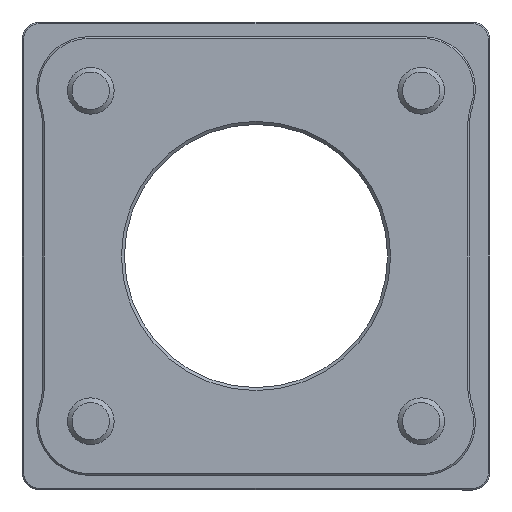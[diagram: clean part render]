
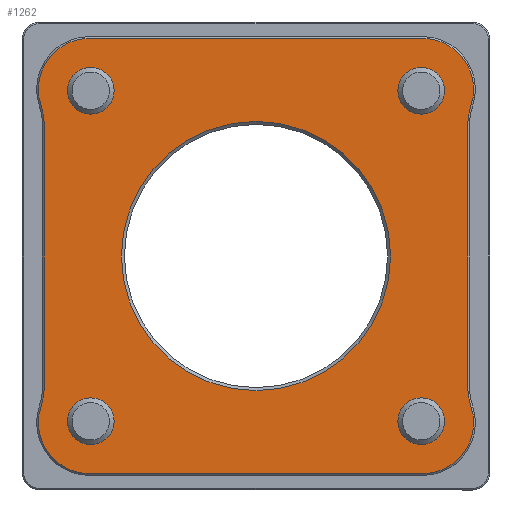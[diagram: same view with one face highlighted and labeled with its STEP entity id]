
A CAD part, front view. The second image highlights one B-rep face of the part: STEP entity #1262.
In plain terms, the highlighted planar face has unit normal (0, -1, 0).
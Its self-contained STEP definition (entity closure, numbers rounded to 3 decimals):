
#23=FACE_BOUND('',#298,.T.);
#24=FACE_BOUND('',#299,.T.);
#25=FACE_BOUND('',#300,.T.);
#26=FACE_BOUND('',#301,.T.);
#27=FACE_BOUND('',#302,.T.);
#82=CIRCLE('',#1337,8.7);
#84=CIRCLE('',#1340,10.4);
#86=CIRCLE('',#1344,10.4);
#88=CIRCLE('',#1347,8.7);
#90=CIRCLE('',#1351,8.7);
#92=CIRCLE('',#1354,10.4);
#94=CIRCLE('',#1358,10.4);
#96=CIRCLE('',#1361,8.7);
#101=CIRCLE('',#1373,23.);
#102=CIRCLE('',#1374,4.);
#103=CIRCLE('',#1375,4.);
#104=CIRCLE('',#1376,4.);
#105=CIRCLE('',#1377,4.);
#209=FACE_OUTER_BOUND('',#297,.T.);
#297=EDGE_LOOP('',(#929,#930,#931,#932,#933,#934,#935,#936,#937,#938,#939,
#940));
#298=EDGE_LOOP('',(#941));
#299=EDGE_LOOP('',(#942));
#300=EDGE_LOOP('',(#943));
#301=EDGE_LOOP('',(#944));
#302=EDGE_LOOP('',(#945));
#398=LINE('',#1948,#482);
#403=LINE('',#1966,#487);
#408=LINE('',#1984,#492);
#413=LINE('',#2002,#497);
#482=VECTOR('',#1514,57.);
#487=VECTOR('',#1533,44.802);
#492=VECTOR('',#1552,57.);
#497=VECTOR('',#1571,44.802);
#563=VERTEX_POINT('',#1941);
#566=VERTEX_POINT('',#1946);
#567=VERTEX_POINT('',#1950);
#569=VERTEX_POINT('',#1956);
#571=VERTEX_POINT('',#1962);
#573=VERTEX_POINT('',#1968);
#575=VERTEX_POINT('',#1974);
#577=VERTEX_POINT('',#1980);
#579=VERTEX_POINT('',#1986);
#581=VERTEX_POINT('',#1992);
#583=VERTEX_POINT('',#1998);
#585=VERTEX_POINT('',#2004);
#594=VERTEX_POINT('',#2039);
#595=VERTEX_POINT('',#2041);
#596=VERTEX_POINT('',#2043);
#597=VERTEX_POINT('',#2045);
#598=VERTEX_POINT('',#2047);
#683=EDGE_CURVE('',#566,#563,#398,.T.);
#686=EDGE_CURVE('',#563,#567,#82,.T.);
#689=EDGE_CURVE('',#567,#569,#84,.T.);
#692=EDGE_CURVE('',#569,#571,#403,.T.);
#695=EDGE_CURVE('',#571,#573,#86,.T.);
#698=EDGE_CURVE('',#573,#575,#88,.T.);
#701=EDGE_CURVE('',#575,#577,#408,.T.);
#704=EDGE_CURVE('',#577,#579,#90,.T.);
#707=EDGE_CURVE('',#579,#581,#92,.T.);
#710=EDGE_CURVE('',#581,#583,#413,.T.);
#713=EDGE_CURVE('',#583,#585,#94,.T.);
#715=EDGE_CURVE('',#585,#566,#96,.T.);
#729=EDGE_CURVE('',#594,#594,#101,.T.);
#730=EDGE_CURVE('',#595,#595,#102,.T.);
#731=EDGE_CURVE('',#596,#596,#103,.T.);
#732=EDGE_CURVE('',#597,#597,#104,.T.);
#733=EDGE_CURVE('',#598,#598,#105,.T.);
#929=ORIENTED_EDGE('',*,*,#683,.F.);
#930=ORIENTED_EDGE('',*,*,#715,.F.);
#931=ORIENTED_EDGE('',*,*,#713,.F.);
#932=ORIENTED_EDGE('',*,*,#710,.F.);
#933=ORIENTED_EDGE('',*,*,#707,.F.);
#934=ORIENTED_EDGE('',*,*,#704,.F.);
#935=ORIENTED_EDGE('',*,*,#701,.F.);
#936=ORIENTED_EDGE('',*,*,#698,.F.);
#937=ORIENTED_EDGE('',*,*,#695,.F.);
#938=ORIENTED_EDGE('',*,*,#692,.F.);
#939=ORIENTED_EDGE('',*,*,#689,.F.);
#940=ORIENTED_EDGE('',*,*,#686,.F.);
#941=ORIENTED_EDGE('',*,*,#729,.F.);
#942=ORIENTED_EDGE('',*,*,#730,.T.);
#943=ORIENTED_EDGE('',*,*,#731,.T.);
#944=ORIENTED_EDGE('',*,*,#732,.T.);
#945=ORIENTED_EDGE('',*,*,#733,.T.);
#1217=PLANE('',#1372);
#1262=ADVANCED_FACE('',(#209,#23,#24,#25,#26,#27),#1217,.F.);
#1337=AXIS2_PLACEMENT_3D('',#1954,#1520,#1521);
#1340=AXIS2_PLACEMENT_3D('',#1960,#1527,#1528);
#1344=AXIS2_PLACEMENT_3D('',#1972,#1539,#1540);
#1347=AXIS2_PLACEMENT_3D('',#1978,#1546,#1547);
#1351=AXIS2_PLACEMENT_3D('',#1990,#1558,#1559);
#1354=AXIS2_PLACEMENT_3D('',#1996,#1565,#1566);
#1358=AXIS2_PLACEMENT_3D('',#2008,#1577,#1578);
#1361=AXIS2_PLACEMENT_3D('',#2011,#1583,#1584);
#1372=AXIS2_PLACEMENT_3D('',#2038,#1614,#1615);
#1373=AXIS2_PLACEMENT_3D('',#2040,#1616,#1617);
#1374=AXIS2_PLACEMENT_3D('',#2042,#1618,#1619);
#1375=AXIS2_PLACEMENT_3D('',#2044,#1620,#1621);
#1376=AXIS2_PLACEMENT_3D('',#2046,#1622,#1623);
#1377=AXIS2_PLACEMENT_3D('',#2048,#1624,#1625);
#1514=DIRECTION('',(1.,0.,0.));
#1520=DIRECTION('center_axis',(0.,1.,0.));
#1521=DIRECTION('ref_axis',(0.,0.,1.));
#1527=DIRECTION('center_axis',(0.,-1.,0.));
#1528=DIRECTION('ref_axis',(-1.,0.,0.));
#1533=DIRECTION('',(0.,0.,-1.));
#1539=DIRECTION('center_axis',(0.,-1.,0.));
#1540=DIRECTION('ref_axis',(-0.948,0.,-0.319));
#1546=DIRECTION('center_axis',(0.,1.,0.));
#1547=DIRECTION('ref_axis',(0.948,0.,0.319));
#1552=DIRECTION('',(-1.,0.,0.));
#1558=DIRECTION('center_axis',(0.,1.,0.));
#1559=DIRECTION('ref_axis',(0.,0.,-1.));
#1565=DIRECTION('center_axis',(0.,-1.,0.));
#1566=DIRECTION('ref_axis',(1.,0.,0.));
#1571=DIRECTION('',(0.,0.,1.));
#1577=DIRECTION('center_axis',(0.,-1.,0.));
#1578=DIRECTION('ref_axis',(0.948,0.,0.319));
#1583=DIRECTION('center_axis',(0.,1.,0.));
#1584=DIRECTION('ref_axis',(-0.948,0.,-0.319));
#1614=DIRECTION('center_axis',(0.,1.,0.));
#1615=DIRECTION('ref_axis',(0.,0.,1.));
#1616=DIRECTION('center_axis',(0.,-1.,0.));
#1617=DIRECTION('ref_axis',(-1.,0.,0.));
#1618=DIRECTION('center_axis',(0.,1.,0.));
#1619=DIRECTION('ref_axis',(-1.,0.,0.));
#1620=DIRECTION('center_axis',(0.,1.,0.));
#1621=DIRECTION('ref_axis',(-1.,0.,0.));
#1622=DIRECTION('center_axis',(0.,1.,0.));
#1623=DIRECTION('ref_axis',(-1.,0.,0.));
#1624=DIRECTION('center_axis',(0.,1.,0.));
#1625=DIRECTION('ref_axis',(-1.,0.,0.));
#1941=CARTESIAN_POINT('',(28.5,0.,37.2));
#1946=CARTESIAN_POINT('',(-28.5,0.,37.2));
#1948=CARTESIAN_POINT('',(-14.25,0.,37.2));
#1950=CARTESIAN_POINT('',(36.745,0.,25.722));
#1954=CARTESIAN_POINT('Origin',(28.5,0.,28.5));
#1956=CARTESIAN_POINT('',(36.2,0.,22.401));
#1960=CARTESIAN_POINT('Origin',(46.6,0.,22.401));
#1962=CARTESIAN_POINT('',(36.2,0.,-22.401));
#1966=CARTESIAN_POINT('',(36.2,0.,11.2));
#1968=CARTESIAN_POINT('',(36.745,0.,-25.722));
#1972=CARTESIAN_POINT('Origin',(46.6,0.,-22.401));
#1974=CARTESIAN_POINT('',(28.5,0.,-37.2));
#1978=CARTESIAN_POINT('Origin',(28.5,0.,-28.5));
#1980=CARTESIAN_POINT('',(-28.5,0.,-37.2));
#1984=CARTESIAN_POINT('',(14.25,0.,-37.2));
#1986=CARTESIAN_POINT('',(-36.745,0.,-25.722));
#1990=CARTESIAN_POINT('Origin',(-28.5,0.,-28.5));
#1992=CARTESIAN_POINT('',(-36.2,0.,-22.401));
#1996=CARTESIAN_POINT('Origin',(-46.6,0.,-22.401));
#1998=CARTESIAN_POINT('',(-36.2,0.,22.401));
#2002=CARTESIAN_POINT('',(-36.2,0.,-11.2));
#2004=CARTESIAN_POINT('',(-36.745,0.,25.722));
#2008=CARTESIAN_POINT('Origin',(-46.6,0.,22.401));
#2011=CARTESIAN_POINT('Origin',(-28.5,0.,28.5));
#2038=CARTESIAN_POINT('Origin',(0.,0.,0.));
#2039=CARTESIAN_POINT('',(23.,0.,0.));
#2040=CARTESIAN_POINT('Origin',(0.,0.,0.));
#2041=CARTESIAN_POINT('',(-24.25,0.,-28.25));
#2042=CARTESIAN_POINT('Origin',(-28.25,0.,-28.25));
#2043=CARTESIAN_POINT('',(-24.25,0.,28.25));
#2044=CARTESIAN_POINT('Origin',(-28.25,0.,28.25));
#2045=CARTESIAN_POINT('',(32.25,0.,28.25));
#2046=CARTESIAN_POINT('Origin',(28.25,0.,28.25));
#2047=CARTESIAN_POINT('',(32.25,0.,-28.25));
#2048=CARTESIAN_POINT('Origin',(28.25,0.,-28.25));
